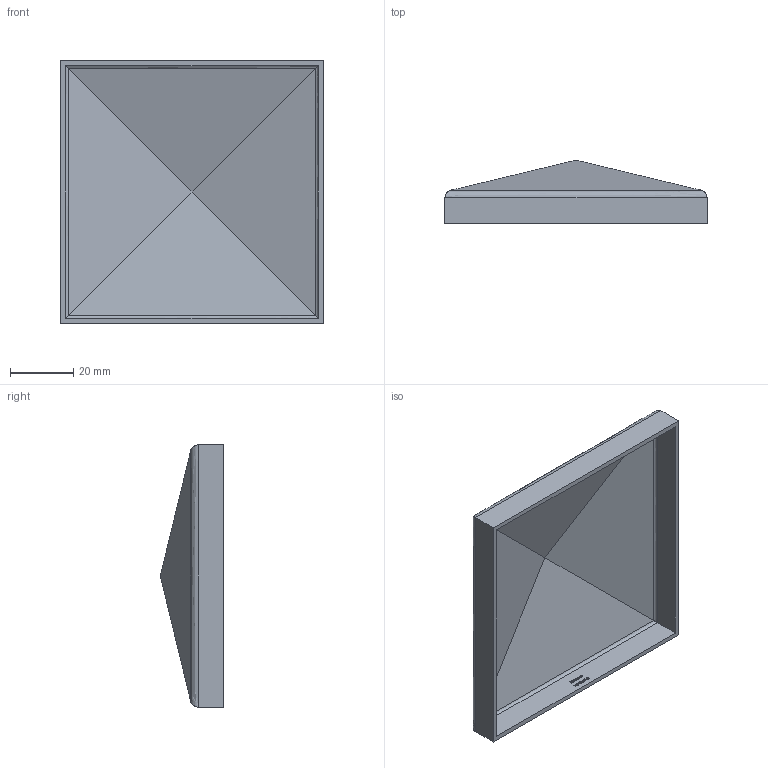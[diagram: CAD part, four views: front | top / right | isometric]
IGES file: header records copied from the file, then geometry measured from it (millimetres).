
Start section: SolidWorks IGES file using analytic representation for surfaces
Global section: file name: 165-80V2AG.igs; native system: SolidWorks 2015; preprocessor: SolidWorks 2015; author: Christian; date: 190918.110936; units: millimetre
Bounding box: 83 x 20 x 83 mm (x, y, z)
Surface area: 20026.2 mm2 (no closed solid volume)
Topology: 0 solids, 0 shells, 262 faces, 2557 edges, 2557 vertices
Faces by surface type: bspline 250, revolution 12
